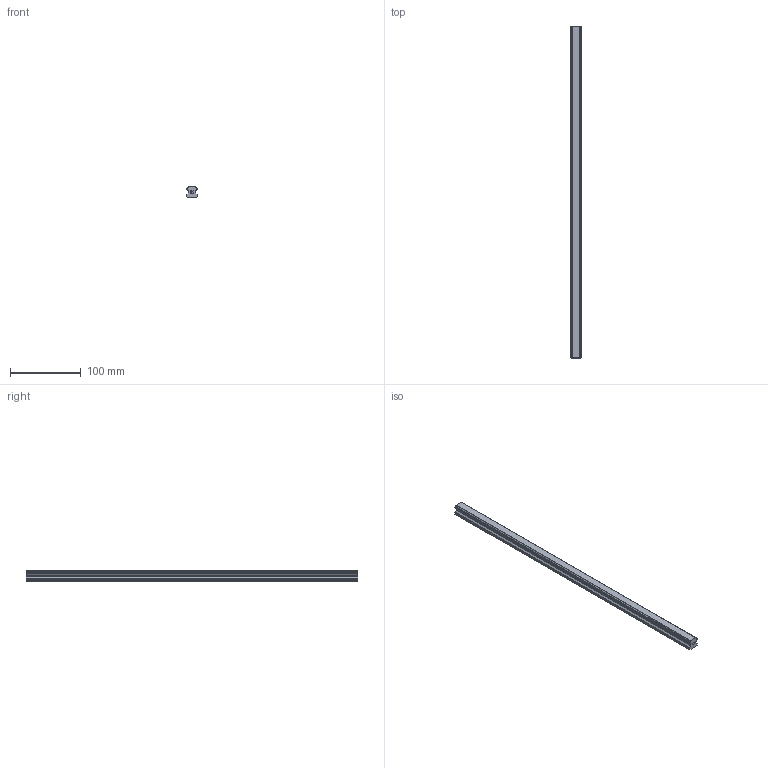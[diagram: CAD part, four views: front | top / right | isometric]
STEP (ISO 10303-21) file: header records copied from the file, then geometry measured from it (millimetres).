
FILE_DESCRIPTION(('STEP AP214'),'1');
FILE_NAME('cctmp_73A6EEFC-99AE-4A02-AAB7-1DEC117AA2A7_2021_01_19_12_57_46_0597..stp','2021-01-19T11:57:46',('HIWIN GmbH'),('CADClick - www.CADClick.com'),'Spatial InterOp 3D',' ','unknown authorization');
FILE_SCHEMA(('AUTOMOTIVE_DESIGN'));
Length unit declared in the file: millimetre
Products named in the file (1): HGR15T470C_FILE
Bounding box: 15 x 470 x 15 mm (x, y, z)
Volume: 88203.6 mm3; surface area: 30152.3 mm2
Topology: 1 solids, 1 shells, 147 faces, 407 edges, 258 vertices
Faces by surface type: plane 89, cylinder 42, cone 16
Entity records: 5745 total; most frequent: CARTESIAN_POINT 797, ORIENTED_EDGE 782, DIRECTION 771, EDGE_CURVE 391, LINE 307, VECTOR 307, VERTEX_POINT 258, AXIS2_PLACEMENT_3D 232
